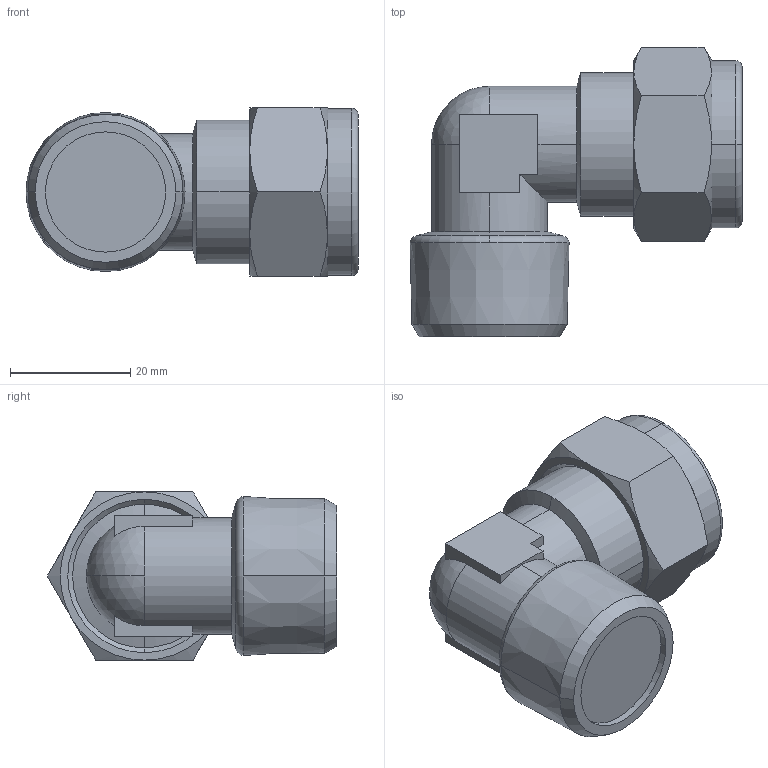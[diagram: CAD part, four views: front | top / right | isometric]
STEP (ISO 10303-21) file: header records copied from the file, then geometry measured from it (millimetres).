
FILE_DESCRIPTION (( 'STEP AP214' ), '1' );
FILE_NAME ('1028000018.step', '2013-02-25T17:14:22', ( '' ), ( '' ), 'SwSTEP 2.0', 'SolidWorks 2012', '' );
FILE_SCHEMA (( 'AUTOMOTIVE_DESIGN' ));
Length unit declared in the file: millimetre
Products named in the file (1): 1028000018
Bounding box: 55.23 x 48.17 x 28.01 mm (x, y, z)
Volume: 32470.5 mm3; surface area: 7518.7 mm2
Topology: 1 solids, 3 shells, 69 faces, 158 edges, 98 vertices
Faces by surface type: plane 27, cone 24, cylinder 12, torus 4, sphere 2
Entity records: 2097 total; most frequent: CARTESIAN_POINT 499, DIRECTION 342, ORIENTED_EDGE 316, EDGE_CURVE 158, AXIS2_PLACEMENT_3D 139, VERTEX_POINT 98, EDGE_LOOP 72, FACE_OUTER_BOUND 69
